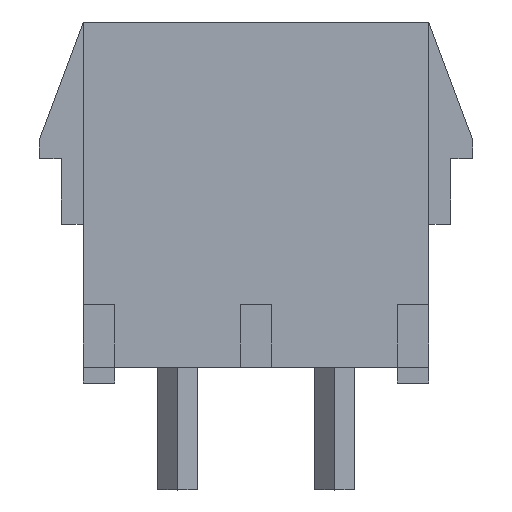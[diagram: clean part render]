
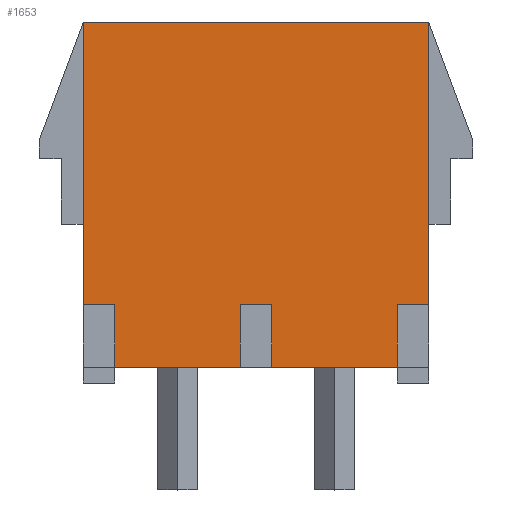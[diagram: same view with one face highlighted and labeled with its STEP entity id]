
A CAD part, top view. The second image highlights one B-rep face of the part: STEP entity #1653.
In plain terms, the highlighted planar face has unit normal (0, 0, 1).
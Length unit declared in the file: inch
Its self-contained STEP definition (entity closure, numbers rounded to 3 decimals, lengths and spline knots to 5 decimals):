
#169=DIRECTION('',(-1.,0.,0.));
#170=VECTOR('',#169,0.05);
#171=CARTESIAN_POINT('',(0.275,-0.175,0.15));
#172=LINE('',#171,#170);
#173=DIRECTION('',(0.,-1.,0.));
#174=VECTOR('',#173,0.1);
#175=CARTESIAN_POINT('',(0.225,-0.175,0.15));
#176=LINE('',#175,#174);
#177=DIRECTION('',(1.,0.,0.));
#178=VECTOR('',#177,0.2);
#179=CARTESIAN_POINT('',(0.025,-0.275,0.15));
#180=LINE('',#179,#178);
#181=DIRECTION('',(0.,1.,0.));
#182=VECTOR('',#181,0.1);
#183=CARTESIAN_POINT('',(0.025,-0.275,0.15));
#184=LINE('',#183,#182);
#185=DIRECTION('',(-1.,0.,0.));
#186=VECTOR('',#185,0.05);
#187=CARTESIAN_POINT('',(0.025,-0.175,0.15));
#188=LINE('',#187,#186);
#189=DIRECTION('',(0.,-1.,0.));
#190=VECTOR('',#189,0.1);
#191=CARTESIAN_POINT('',(-0.025,-0.175,0.15));
#192=LINE('',#191,#190);
#193=DIRECTION('',(1.,0.,0.));
#194=VECTOR('',#193,0.2);
#195=CARTESIAN_POINT('',(-0.225,-0.275,0.15));
#196=LINE('',#195,#194);
#197=DIRECTION('',(0.,1.,0.));
#198=VECTOR('',#197,0.1);
#199=CARTESIAN_POINT('',(-0.225,-0.275,0.15));
#200=LINE('',#199,#198);
#201=DIRECTION('',(1.,0.,0.));
#202=VECTOR('',#201,0.05);
#203=CARTESIAN_POINT('',(-0.275,-0.175,0.15));
#204=LINE('',#203,#202);
#205=DIRECTION('',(0.,1.,0.));
#206=VECTOR('',#205,0.45);
#207=CARTESIAN_POINT('',(-0.275,-0.175,0.15));
#208=LINE('',#207,#206);
#209=DIRECTION('',(-1.,0.,0.));
#210=VECTOR('',#209,0.55);
#211=CARTESIAN_POINT('',(0.275,0.275,0.15));
#212=LINE('',#211,#210);
#213=DIRECTION('',(0.,-1.,0.));
#214=VECTOR('',#213,0.45);
#215=CARTESIAN_POINT('',(0.275,0.275,0.15));
#216=LINE('',#215,#214);
#1061=CARTESIAN_POINT('',(0.275,0.275,0.15));
#1062=CARTESIAN_POINT('',(-0.275,0.275,0.15));
#1063=VERTEX_POINT('',#1061);
#1064=VERTEX_POINT('',#1062);
#1267=CARTESIAN_POINT('',(-0.225,-0.275,0.15));
#1268=VERTEX_POINT('',#1267);
#1269=CARTESIAN_POINT('',(0.225,-0.275,0.15));
#1271=VERTEX_POINT('',#1269);
#1339=CARTESIAN_POINT('',(-0.225,-0.175,0.15));
#1340=VERTEX_POINT('',#1339);
#1341=CARTESIAN_POINT('',(-0.275,-0.175,0.15));
#1342=VERTEX_POINT('',#1341);
#1351=CARTESIAN_POINT('',(0.025,-0.275,0.15));
#1352=CARTESIAN_POINT('',(0.025,-0.175,0.15));
#1353=VERTEX_POINT('',#1351);
#1354=VERTEX_POINT('',#1352);
#1355=CARTESIAN_POINT('',(-0.025,-0.175,0.15));
#1356=VERTEX_POINT('',#1355);
#1357=CARTESIAN_POINT('',(-0.025,-0.275,0.15));
#1358=VERTEX_POINT('',#1357);
#1367=CARTESIAN_POINT('',(0.275,-0.175,0.15));
#1368=CARTESIAN_POINT('',(0.225,-0.175,0.15));
#1369=VERTEX_POINT('',#1367);
#1370=VERTEX_POINT('',#1368);
#1624=CARTESIAN_POINT('',(0.,0.,0.15));
#1625=DIRECTION('',(0.,0.,1.));
#1626=DIRECTION('',(1.,0.,0.));
#1627=AXIS2_PLACEMENT_3D('',#1624,#1625,#1626);
#1628=PLANE('',#1627);
#1630=ORIENTED_EDGE('',*,*,#1629,.T.);
#1632=ORIENTED_EDGE('',*,*,#1631,.T.);
#1633=ORIENTED_EDGE('',*,*,#1418,.F.);
#1635=ORIENTED_EDGE('',*,*,#1634,.T.);
#1637=ORIENTED_EDGE('',*,*,#1636,.T.);
#1639=ORIENTED_EDGE('',*,*,#1638,.T.);
#1640=ORIENTED_EDGE('',*,*,#1441,.F.);
#1642=ORIENTED_EDGE('',*,*,#1641,.T.);
#1644=ORIENTED_EDGE('',*,*,#1643,.F.);
#1646=ORIENTED_EDGE('',*,*,#1645,.T.);
#1648=ORIENTED_EDGE('',*,*,#1647,.F.);
#1650=ORIENTED_EDGE('',*,*,#1649,.T.);
#1651=EDGE_LOOP('',(#1630,#1632,#1633,#1635,#1637,#1639,#1640,#1642,#1644,#1646,
#1648,#1650));
#1652=FACE_OUTER_BOUND('',#1651,.F.);
#1653=ADVANCED_FACE('',(#1652),#1628,.T.);
#1418=EDGE_CURVE('',#1353,#1271,#180,.T.);
#1441=EDGE_CURVE('',#1268,#1358,#196,.T.);
#1629=EDGE_CURVE('',#1369,#1370,#172,.T.);
#1631=EDGE_CURVE('',#1370,#1271,#176,.T.);
#1634=EDGE_CURVE('',#1353,#1354,#184,.T.);
#1636=EDGE_CURVE('',#1354,#1356,#188,.T.);
#1638=EDGE_CURVE('',#1356,#1358,#192,.T.);
#1641=EDGE_CURVE('',#1268,#1340,#200,.T.);
#1643=EDGE_CURVE('',#1342,#1340,#204,.T.);
#1645=EDGE_CURVE('',#1342,#1064,#208,.T.);
#1647=EDGE_CURVE('',#1063,#1064,#212,.T.);
#1649=EDGE_CURVE('',#1063,#1369,#216,.T.);
